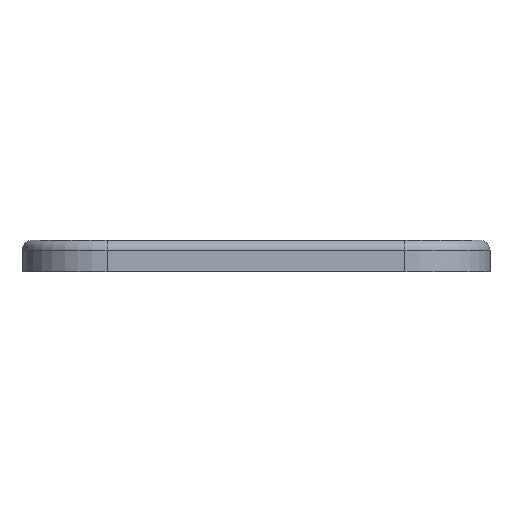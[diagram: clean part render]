
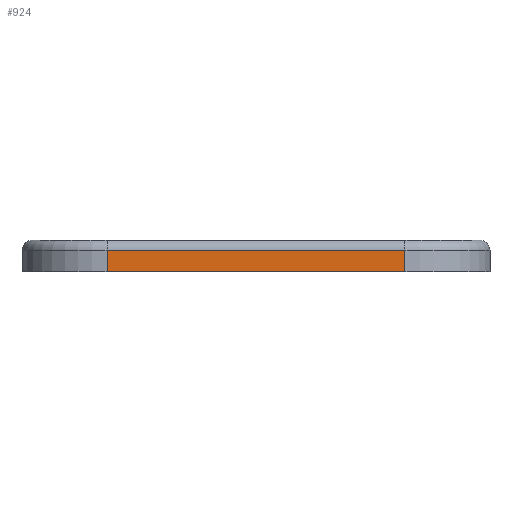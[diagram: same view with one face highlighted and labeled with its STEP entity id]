
A CAD part, front view. The second image highlights one B-rep face of the part: STEP entity #924.
In plain terms, the highlighted planar face has unit normal (0, -1, 0).
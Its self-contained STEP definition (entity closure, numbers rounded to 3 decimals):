
#65 = EDGE_CURVE ( 'NONE', #164, #912, #1159, .T. ) ;
#83 = DIRECTION ( 'NONE',  ( -1., 0., 0. ) ) ;
#86 = DIRECTION ( 'NONE',  ( 0., 0., -1. ) ) ;
#97 = LINE ( 'NONE', #2669, #624 ) ;
#164 = VERTEX_POINT ( 'NONE', #1761 ) ;
#420 = VERTEX_POINT ( 'NONE', #1362 ) ;
#624 = VECTOR ( 'NONE', #83, 1000. ) ;
#659 = ORIENTED_EDGE ( 'NONE', *, *, #766, .T. ) ;
#766 = EDGE_CURVE ( 'NONE', #2678, #912, #1706, .T. ) ;
#806 = VECTOR ( 'NONE', #86, 1000. ) ;
#823 = LINE ( 'NONE', #2218, #1567 ) ;
#912 = VERTEX_POINT ( 'NONE', #2522 ) ;
#924 = ADVANCED_FACE ( 'NONE', ( #2346 ), #1411, .T. ) ;
#1031 = VECTOR ( 'NONE', #2806, 1000. ) ;
#1159 = LINE ( 'NONE', #2515, #1031 ) ;
#1189 = CARTESIAN_POINT ( 'NONE',  ( -14., -133.13, 2. ) ) ;
#1362 = CARTESIAN_POINT ( 'NONE',  ( 14., -133.13, 2. ) ) ;
#1411 = PLANE ( 'NONE',  #2926 ) ;
#1433 = EDGE_LOOP ( 'NONE', ( #1802, #2210, #659, #2109 ) ) ;
#1567 = VECTOR ( 'NONE', #2671, 1000. ) ;
#1706 = LINE ( 'NONE', #2391, #806 ) ;
#1761 = CARTESIAN_POINT ( 'NONE',  ( 14., -133.13, 0. ) ) ;
#1779 = EDGE_CURVE ( 'NONE', #164, #420, #823, .T. ) ;
#1802 = ORIENTED_EDGE ( 'NONE', *, *, #1779, .T. ) ;
#2068 = CARTESIAN_POINT ( 'NONE',  ( -22., -133.13, -15. ) ) ;
#2100 = DIRECTION ( 'NONE',  ( 0., -1., 0. ) ) ;
#2109 = ORIENTED_EDGE ( 'NONE', *, *, #65, .F. ) ;
#2210 = ORIENTED_EDGE ( 'NONE', *, *, #2856, .T. ) ;
#2218 = CARTESIAN_POINT ( 'NONE',  ( 14., -133.13, -15. ) ) ;
#2275 = DIRECTION ( 'NONE',  ( 0., 0., -1. ) ) ;
#2346 = FACE_OUTER_BOUND ( 'NONE', #1433, .T. ) ;
#2391 = CARTESIAN_POINT ( 'NONE',  ( -14., -133.13, -15. ) ) ;
#2515 = CARTESIAN_POINT ( 'NONE',  ( -22., -133.13, 0. ) ) ;
#2522 = CARTESIAN_POINT ( 'NONE',  ( -14., -133.13, 0. ) ) ;
#2669 = CARTESIAN_POINT ( 'NONE',  ( -22., -133.13, 2. ) ) ;
#2671 = DIRECTION ( 'NONE',  ( 0., 0., 1. ) ) ;
#2678 = VERTEX_POINT ( 'NONE', #1189 ) ;
#2806 = DIRECTION ( 'NONE',  ( -1., 0., 0. ) ) ;
#2856 = EDGE_CURVE ( 'NONE', #420, #2678, #97, .T. ) ;
#2926 = AXIS2_PLACEMENT_3D ( 'NONE', #2068, #2100, #2275 ) ;
